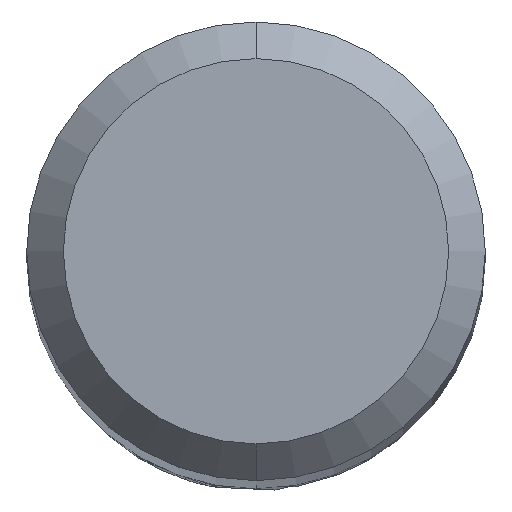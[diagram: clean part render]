
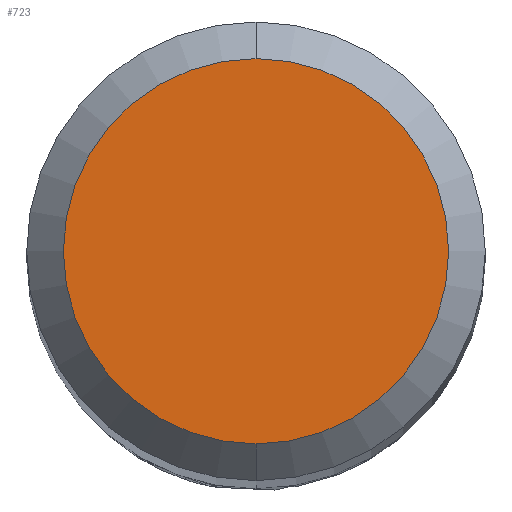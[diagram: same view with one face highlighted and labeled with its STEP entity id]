
A CAD part, top view. The second image highlights one B-rep face of the part: STEP entity #723.
In plain terms, the highlighted planar face has unit normal (0, 0, 1).
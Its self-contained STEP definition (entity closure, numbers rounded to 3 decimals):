
#363=VERTEX_POINT('',#1000);
#381=EDGE_CURVE('',#761,#363,#1021,.T.);
#723=ADVANCED_FACE('',(#1394),#1395,.T.);
#761=VERTEX_POINT('',#1436);
#827=EDGE_CURVE('',#363,#761,#1507,.T.);
#1000=CARTESIAN_POINT('',(0.,-2.1,0.0));
#1021=CIRCLE('',#1765,2.1);
#1394=FACE_OUTER_BOUND('',#7012,.T.);
#1395=PLANE('',#7013);
#1436=CARTESIAN_POINT('',(0.0,2.1,0.0));
#1507=CIRCLE('',#8821,2.1);
#1765=AXIS2_PLACEMENT_3D('',#9466,#9467,#9468);
#7012=EDGE_LOOP('',(#9877,#9878));
#7013=AXIS2_PLACEMENT_3D('',#9879,#9880,#9881);
#8821=AXIS2_PLACEMENT_3D('',#9992,#9993,#9994);
#9466=CARTESIAN_POINT('',(0.0,0.0,0.0));
#9467=DIRECTION('',(0.0,0.0,-1.0));
#9468=DIRECTION('',(0.0,1.0,0.0));
#9877=ORIENTED_EDGE('',*,*,#381,.F.);
#9878=ORIENTED_EDGE('',*,*,#827,.F.);
#9879=CARTESIAN_POINT('',(0.0,1.05,0.0));
#9880=DIRECTION('',(-0.0,0.0,1.0));
#9881=DIRECTION('',(0.0,-1.0,0.0));
#9992=CARTESIAN_POINT('',(0.0,0.0,0.0));
#9993=DIRECTION('',(0.0,0.0,-1.0));
#9994=DIRECTION('',(0.0,1.0,0.0));
